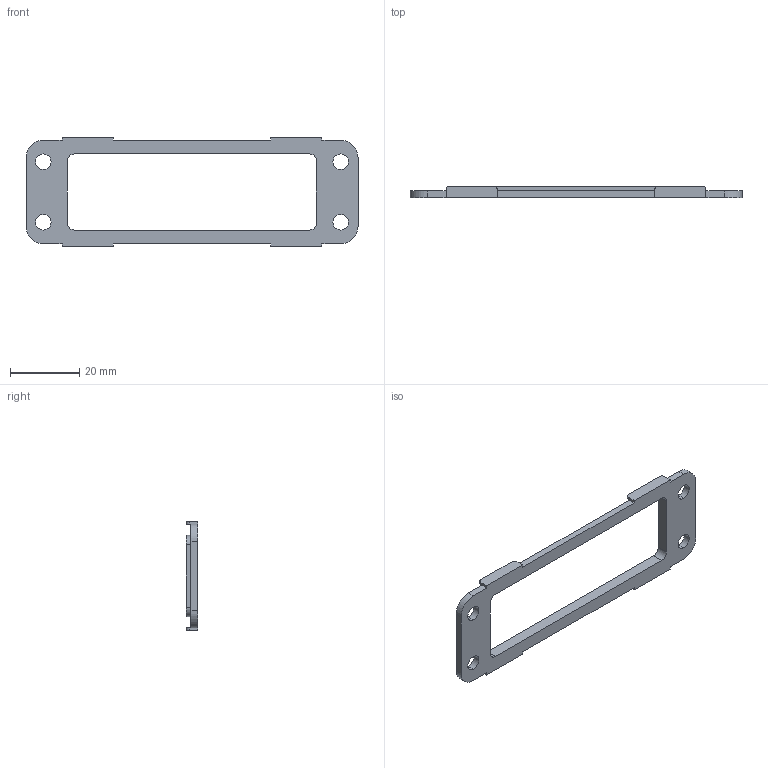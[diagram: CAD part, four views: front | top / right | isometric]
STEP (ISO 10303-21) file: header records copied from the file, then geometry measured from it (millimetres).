
FILE_DESCRIPTION (( 'STEP AP214' ), '1' );
FILE_NAME ('ZP-MC16A-GSK.step', '2015-08-12T18:10:54', ( '' ), ( '' ), 'SwSTEP 2.0', 'SolidWorks 2014', '' );
FILE_SCHEMA (( 'AUTOMOTIVE_DESIGN' ));
Length unit declared in the file: millimetre
Products named in the file (1): ZP-MC16A-GSK
Bounding box: 96 x 3.35 x 31.6 mm (x, y, z)
Volume: 2774.7 mm3; surface area: 4171.4 mm2
Topology: 1 solids, 1 shells, 67 faces, 184 edges, 120 vertices
Faces by surface type: plane 39, cylinder 28
Entity records: 2426 total; most frequent: DIRECTION 376, CARTESIAN_POINT 372, ORIENTED_EDGE 368, EDGE_CURVE 184, VECTOR 128, LINE 128, AXIS2_PLACEMENT_3D 124, VERTEX_POINT 120
